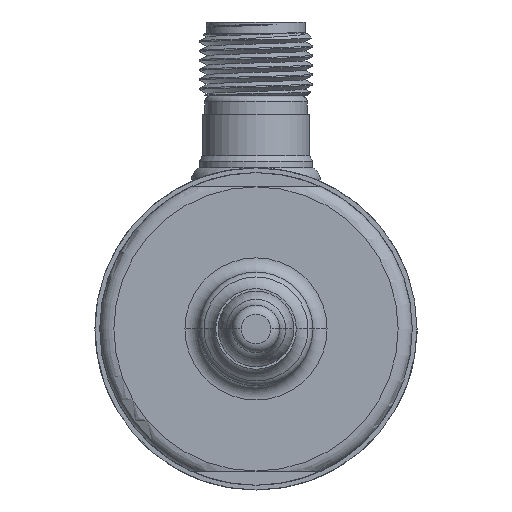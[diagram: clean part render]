
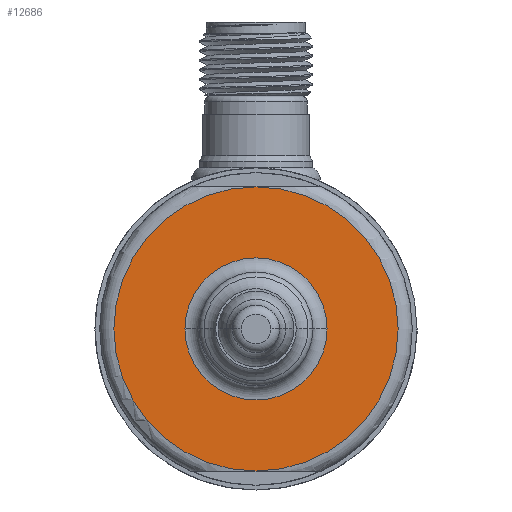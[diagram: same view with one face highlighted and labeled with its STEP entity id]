
A CAD part, front view. The second image highlights one B-rep face of the part: STEP entity #12686.
In plain terms, the highlighted planar face has unit normal (0, -1, 0).
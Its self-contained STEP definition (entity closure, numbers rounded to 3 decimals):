
#14 = AXIS2_PLACEMENT_3D ( 'NONE', #13952, #15133, #4542 ) ;
#69 = CARTESIAN_POINT ( 'NONE',  ( 0., 8.7, 0. ) ) ;
#137 = CIRCLE ( 'NONE', #8393, 15. ) ;
#327 = EDGE_LOOP ( 'NONE', ( #13059, #8988 ) ) ;
#451 = DIRECTION ( 'NONE',  ( 0., -1., 0. ) ) ;
#2221 = AXIS2_PLACEMENT_3D ( 'NONE', #2670, #451, #11057 ) ;
#2670 = CARTESIAN_POINT ( 'NONE',  ( 0., 8.7, 0. ) ) ;
#2777 = AXIS2_PLACEMENT_3D ( 'NONE', #69, #3575, #14162 ) ;
#3575 = DIRECTION ( 'NONE',  ( 0., -1., 0. ) ) ;
#4229 = DIRECTION ( 'NONE',  ( 0., -1., 0. ) ) ;
#4508 = EDGE_CURVE ( 'NONE', #11852, #8145, #10330, .T. ) ;
#4542 = DIRECTION ( 'NONE',  ( 0., 0., -1. ) ) ;
#4559 = CARTESIAN_POINT ( 'NONE',  ( 0., 8.7, 0. ) ) ;
#4654 = ORIENTED_EDGE ( 'NONE', *, *, #14655, .T. ) ;
#4782 = PLANE ( 'NONE',  #2777 ) ;
#5838 = DIRECTION ( 'NONE',  ( 1., 0., 0. ) ) ;
#6080 = CARTESIAN_POINT ( 'NONE',  ( 7.5, 8.7, 0. ) ) ;
#6703 = CARTESIAN_POINT ( 'NONE',  ( 0., 8.7, 15. ) ) ;
#7421 = CIRCLE ( 'NONE', #2221, 7.5 ) ;
#8145 = VERTEX_POINT ( 'NONE', #8997 ) ;
#8393 = AXIS2_PLACEMENT_3D ( 'NONE', #4559, #4229, #12416 ) ;
#8589 = EDGE_CURVE ( 'NONE', #8145, #11852, #7421, .T. ) ;
#8649 = EDGE_CURVE ( 'NONE', #10607, #13017, #137, .T. ) ;
#8799 = FACE_BOUND ( 'NONE', #327, .T. ) ;
#8988 = ORIENTED_EDGE ( 'NONE', *, *, #8589, .F. ) ;
#8997 = CARTESIAN_POINT ( 'NONE',  ( -7.5, 8.7, 0. ) ) ;
#9955 = CARTESIAN_POINT ( 'NONE',  ( 0., 8.7, -15. ) ) ;
#10330 = CIRCLE ( 'NONE', #11870, 7.5 ) ;
#10607 = VERTEX_POINT ( 'NONE', #9955 ) ;
#10608 = DIRECTION ( 'NONE',  ( 0., -1., 0. ) ) ;
#11012 = FACE_OUTER_BOUND ( 'NONE', #14308, .T. ) ;
#11057 = DIRECTION ( 'NONE',  ( 1., 0., 0. ) ) ;
#11713 = ORIENTED_EDGE ( 'NONE', *, *, #8649, .T. ) ;
#11852 = VERTEX_POINT ( 'NONE', #6080 ) ;
#11870 = AXIS2_PLACEMENT_3D ( 'NONE', #13795, #10608, #5838 ) ;
#12416 = DIRECTION ( 'NONE',  ( 0., 0., -1. ) ) ;
#12686 = ADVANCED_FACE ( 'NONE', ( #8799, #11012 ), #4782, .T. ) ;
#13017 = VERTEX_POINT ( 'NONE', #6703 ) ;
#13059 = ORIENTED_EDGE ( 'NONE', *, *, #4508, .F. ) ;
#13795 = CARTESIAN_POINT ( 'NONE',  ( 0., 8.7, 0. ) ) ;
#13893 = CIRCLE ( 'NONE', #14, 15. ) ;
#13952 = CARTESIAN_POINT ( 'NONE',  ( 0., 8.7, 0. ) ) ;
#14162 = DIRECTION ( 'NONE',  ( 0., 0., -1. ) ) ;
#14308 = EDGE_LOOP ( 'NONE', ( #11713, #4654 ) ) ;
#14655 = EDGE_CURVE ( 'NONE', #13017, #10607, #13893, .T. ) ;
#15133 = DIRECTION ( 'NONE',  ( 0., -1., 0. ) ) ;
